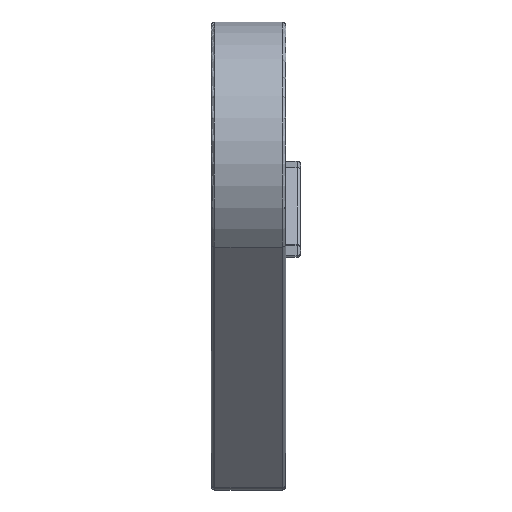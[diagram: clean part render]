
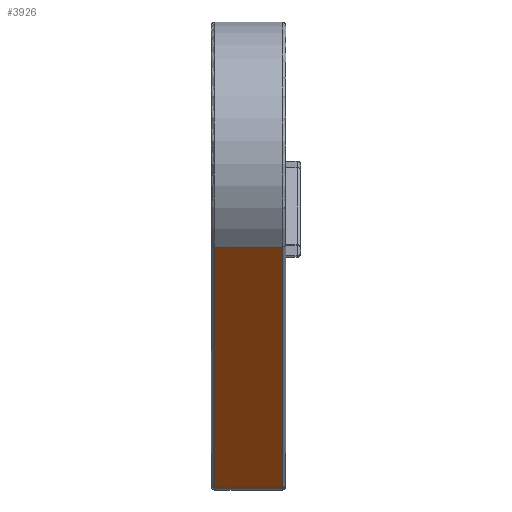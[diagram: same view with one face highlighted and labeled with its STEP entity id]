
A CAD part, left-side view. The second image highlights one B-rep face of the part: STEP entity #3926.
In plain terms, the highlighted planar face has unit normal (-0.734, 0, -0.679).
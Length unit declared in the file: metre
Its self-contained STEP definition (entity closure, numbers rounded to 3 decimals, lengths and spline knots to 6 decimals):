
#418=LINE('',#5890,#803);
#419=LINE('',#5893,#804);
#420=LINE('',#5895,#805);
#421=LINE('',#5897,#806);
#803=VECTOR('',#4636,1.);
#804=VECTOR('',#4637,1.);
#805=VECTOR('',#4638,1.);
#806=VECTOR('',#4639,1.);
#1223=ORIENTED_EDGE('',*,*,#2417,.T.);
#1224=ORIENTED_EDGE('',*,*,#2418,.T.);
#1225=ORIENTED_EDGE('',*,*,#2419,.T.);
#1226=ORIENTED_EDGE('',*,*,#2420,.T.);
#2417=EDGE_CURVE('',#3014,#3015,#418,.F.);
#2418=EDGE_CURVE('',#3015,#3016,#419,.F.);
#2419=EDGE_CURVE('',#3016,#3017,#420,.T.);
#2420=EDGE_CURVE('',#3017,#3014,#421,.T.);
#3014=VERTEX_POINT('',#5891);
#3015=VERTEX_POINT('',#5892);
#3016=VERTEX_POINT('',#5894);
#3017=VERTEX_POINT('',#5896);
#3306=EDGE_LOOP('',(#1223,#1224,#1225,#1226));
#3570=FACE_BOUND('',#3306,.T.);
#3826=PLANE('',#4198);
#3926=ADVANCED_FACE('',(#3570),#3826,.T.);
#4198=AXIS2_PLACEMENT_3D('',#5889,#4634,#4635);
#4634=DIRECTION('',(-0.734,0.,-0.679));
#4635=DIRECTION('',(-0.679,0.,0.734));
#4636=DIRECTION('',(-0.679,0.,0.734));
#4637=DIRECTION('',(0.,1.,0.));
#4638=DIRECTION('',(-0.679,0.,0.734));
#4639=DIRECTION('',(0.,1.,0.));
#5889=CARTESIAN_POINT('',(-0.017943,-0.01,-0.003204));
#5890=CARTESIAN_POINT('',(-0.002664,-0.0005,-0.019721));
#5891=CARTESIAN_POINT('',(-0.033222,-0.0005,0.013313));
#5892=CARTESIAN_POINT('',(-0.003398,-0.0005,-0.018928));
#5893=CARTESIAN_POINT('',(-0.003398,-0.0095,-0.018928));
#5894=CARTESIAN_POINT('',(-0.003398,-0.0095,-0.018928));
#5895=CARTESIAN_POINT('',(-0.017943,-0.0095,-0.003204));
#5896=CARTESIAN_POINT('',(-0.033222,-0.0095,0.013313));
#5897=CARTESIAN_POINT('',(-0.033222,-0.01,0.013313));
